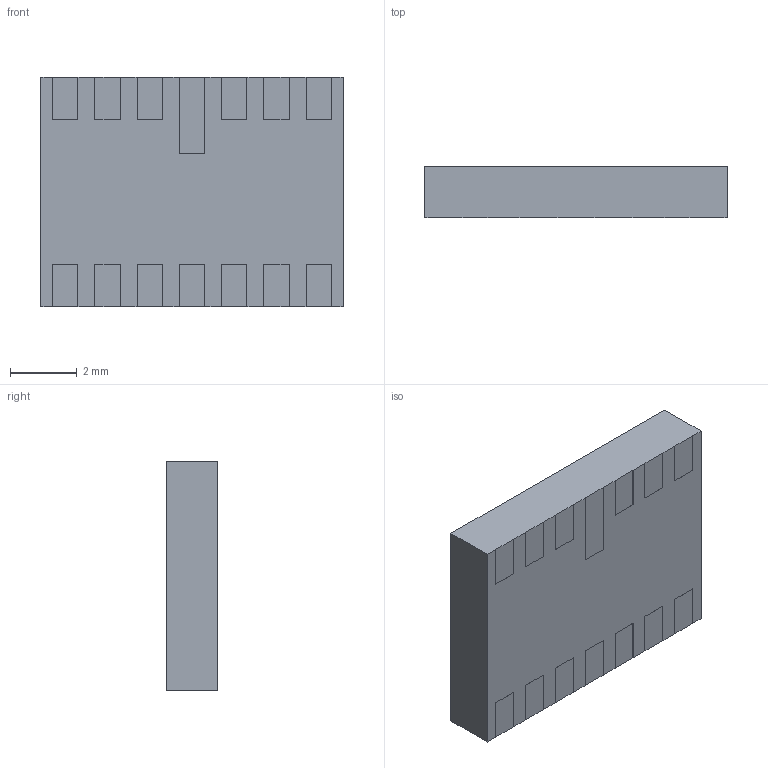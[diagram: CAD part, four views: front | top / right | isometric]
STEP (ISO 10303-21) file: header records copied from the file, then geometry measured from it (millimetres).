
FILE_DESCRIPTION (( 'STEP AP214' ), '1' );
FILE_NAME ('OPR5011.STEP', '2018-02-07T21:34:25', ( '' ), ( '' ), 'SwSTEP 2.0', 'SolidWorks 2015', '' );
FILE_SCHEMA (( 'AUTOMOTIVE_DESIGN' ));
Length unit declared in the file: inch
Products named in the file (1): OPR5011
Bounding box: 9.09 x 1.55 x 6.91 mm (x, y, z)
Volume: 97.2 mm3; surface area: 175.4 mm2
Topology: 1 solids, 1 shells, 74 faces, 210 edges, 140 vertices
Faces by surface type: plane 68, cylinder 6
Entity records: 3368 total; most frequent: CARTESIAN_POINT 425, ORIENTED_EDGE 420, DIRECTION 372, EDGE_CURVE 210, VECTOR 198, LINE 198, VERTEX_POINT 140, AXIS2_PLACEMENT_3D 87
